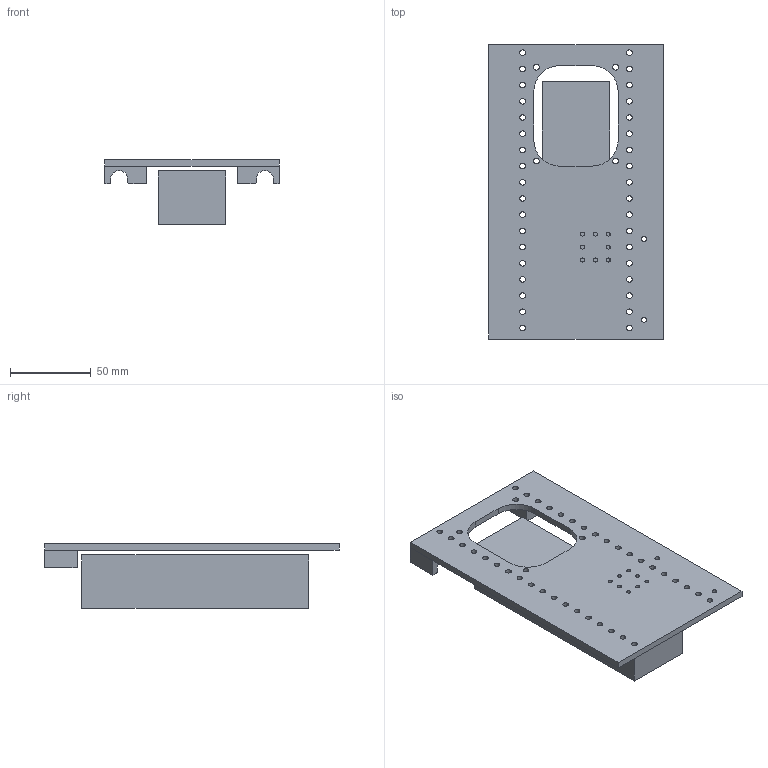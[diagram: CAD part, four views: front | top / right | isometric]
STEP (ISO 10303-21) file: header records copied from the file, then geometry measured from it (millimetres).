
FILE_DESCRIPTION (( 'STEP AP203' ), '1' );
FILE_NAME ('platform-0_2_Default_sldprt.STEP', '2023-12-01T14:26:40', ( '' ), ( '' ), 'SwSTEP 2.0', 'SolidWorks 2023', '' );
FILE_SCHEMA (( 'CONFIG_CONTROL_DESIGN' ));
Length unit declared in the file: millimetre
Products named in the file (1): platform-0_2_Default_sldprt
Bounding box: 108 x 182 x 40 mm (x, y, z)
Volume: 266799.2 mm3; surface area: 66111.3 mm2
Topology: 4 solids, 4 shells, 160 faces, 447 edges, 299 vertices
Faces by surface type: cylinder 122, plane 34, bspline 4
Entity records: 5623 total; most frequent: CARTESIAN_POINT 994, DIRECTION 994, ORIENTED_EDGE 894, EDGE_CURVE 447, AXIS2_PLACEMENT_3D 401, VERTEX_POINT 299, EDGE_LOOP 274, CIRCLE 244
